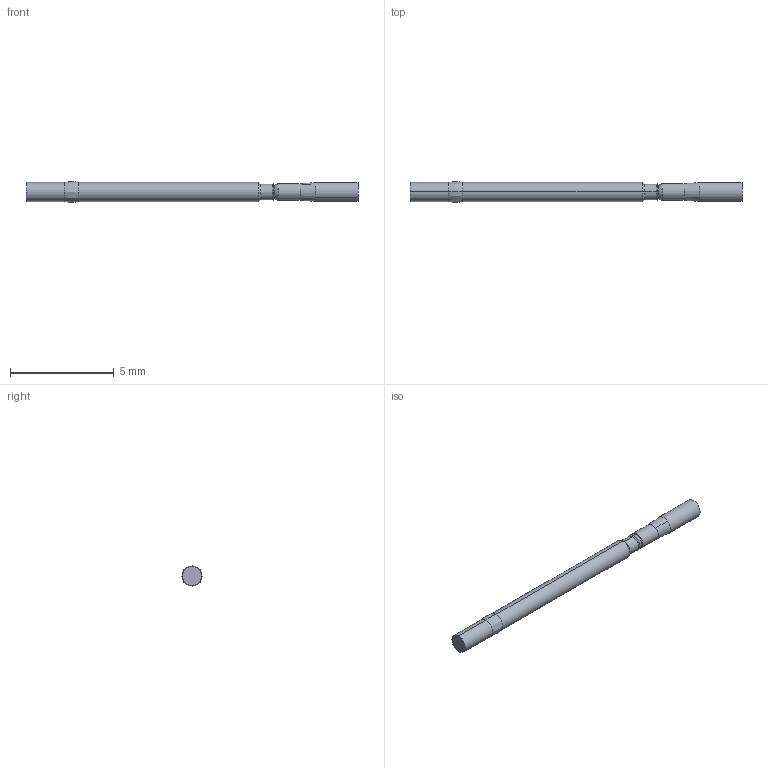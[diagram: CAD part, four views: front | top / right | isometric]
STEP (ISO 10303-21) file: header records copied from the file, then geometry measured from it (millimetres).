
FILE_DESCRIPTION (( 'STEP AP214' ), '1' );
FILE_NAME ('050-SBB050P.STEP', '2014-07-11T16:54:31', ( 'spare' ), ( '' ), 'SwSTEP 2.0', 'SolidWorks 2014', '' );
FILE_SCHEMA (( 'AUTOMOTIVE_DESIGN' ));
Length unit declared in the file: inch
Products named in the file (1): 050-SBB050P
Bounding box: 16 x 0.99 x 0.99 mm (x, y, z)
Volume: 10.6 mm3; surface area: 49.8 mm2
Topology: 2 solids, 2 shells, 30 faces, 64 edges, 36 vertices
Faces by surface type: cylinder 12, cone 8, bspline 7, plane 3
Entity records: 1318 total; most frequent: CARTESIAN_POINT 234, DIRECTION 152, ORIENTED_EDGE 124, AXIS2_PLACEMENT_3D 66, EDGE_CURVE 62, CIRCLE 42, VERTEX_POINT 36, DIMENSIONAL_EXPONENTS 34
